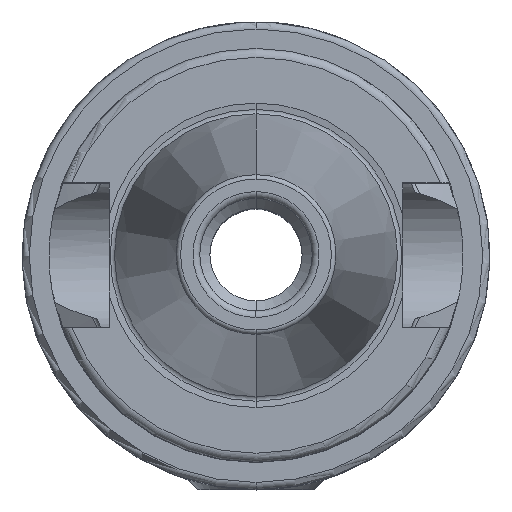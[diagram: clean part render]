
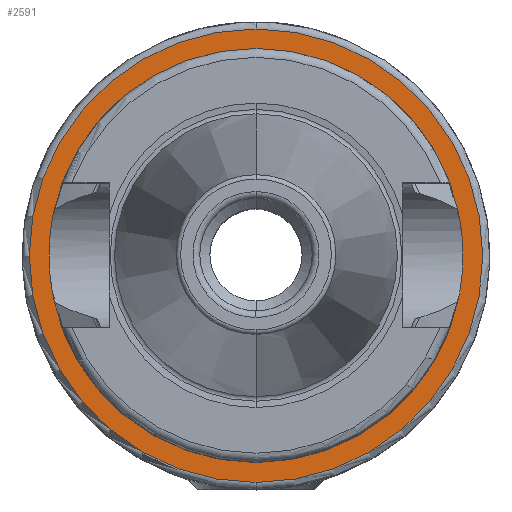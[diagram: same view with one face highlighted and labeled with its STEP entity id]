
A CAD part, top view. The second image highlights one B-rep face of the part: STEP entity #2591.
In plain terms, the highlighted planar face has unit normal (0, 0, 1).
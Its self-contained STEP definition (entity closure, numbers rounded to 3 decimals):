
#557=CARTESIAN_POINT('',(0,0,-6));
#558=DIRECTION('',(0,0,1));
#559=DIRECTION('',(0,1,0));
#560=AXIS2_PLACEMENT_3D('',#557,#558,#559);
#562=CARTESIAN_POINT('',(0,0,-6));
#563=DIRECTION('',(0,0,-1));
#564=DIRECTION('',(0,1,0));
#565=AXIS2_PLACEMENT_3D('',#562,#563,#564);
#572=CARTESIAN_POINT('',(0,0,-6));
#573=DIRECTION('',(0,0,-1));
#574=DIRECTION('',(0,1,0));
#575=AXIS2_PLACEMENT_3D('',#572,#573,#574);
#582=CARTESIAN_POINT('',(0,0,-6));
#583=DIRECTION('',(0,0,1));
#584=DIRECTION('',(0,1,0));
#585=AXIS2_PLACEMENT_3D('',#582,#583,#584);
#1952=CARTESIAN_POINT('',(0,22.8,-6));
#1953=VERTEX_POINT('',#1952);
#1954=CARTESIAN_POINT('',(0,-25.2,-6));
#1955=VERTEX_POINT('',#1954);
#1956=CARTESIAN_POINT('',(0,-22.8,-6));
#1957=VERTEX_POINT('',#1956);
#1958=CARTESIAN_POINT('',(0,25.2,-6));
#1959=VERTEX_POINT('',#1958);
#2576=CARTESIAN_POINT('',(0,0,-6));
#2577=DIRECTION('',(0,0,1));
#2578=DIRECTION('',(0,1,0));
#2579=AXIS2_PLACEMENT_3D('',#2576,#2577,#2578);
#2580=PLANE('',#2579);
#2581=ORIENTED_EDGE('',*,*,#2569,.F.);
#2582=ORIENTED_EDGE('',*,*,#2555,.T.);
#2583=EDGE_LOOP('',(#2581,#2582));
#2584=FACE_OUTER_BOUND('',#2583,.F.);
#2586=ORIENTED_EDGE('',*,*,#2585,.F.);
#2588=ORIENTED_EDGE('',*,*,#2587,.T.);
#2589=EDGE_LOOP('',(#2586,#2588));
#2590=FACE_BOUND('',#2589,.F.);
#2591=ADVANCED_FACE('',(#2584,#2590),#2580,.T.);
#561=CIRCLE('',#560,25.2);
#566=CIRCLE('',#565,25.2);
#576=CIRCLE('',#575,22.8);
#586=CIRCLE('',#585,22.8);
#2555=EDGE_CURVE('',#1959,#1955,#566,.T.);
#2569=EDGE_CURVE('',#1959,#1955,#561,.T.);
#2585=EDGE_CURVE('',#1953,#1957,#576,.T.);
#2587=EDGE_CURVE('',#1953,#1957,#586,.T.);
